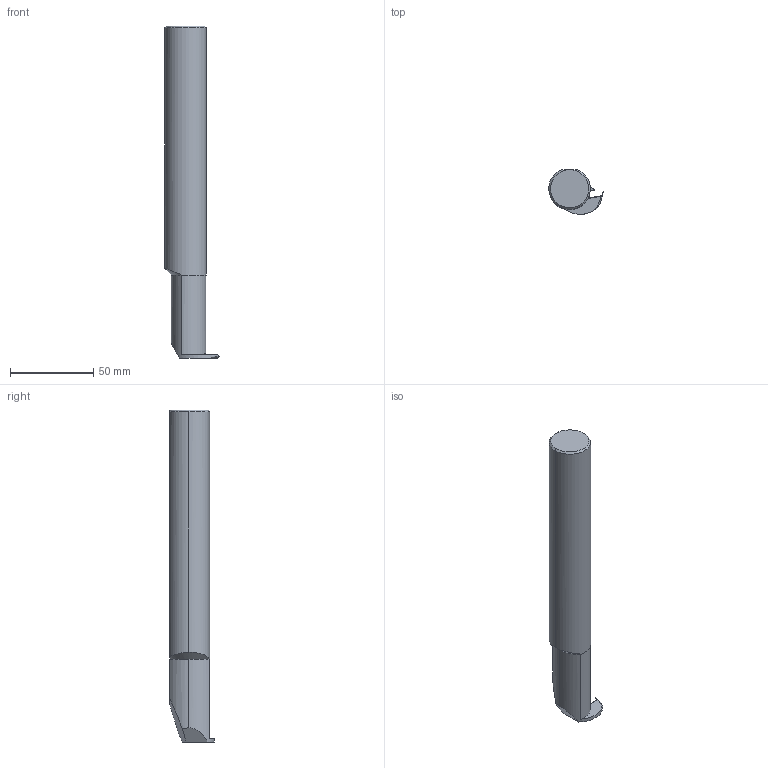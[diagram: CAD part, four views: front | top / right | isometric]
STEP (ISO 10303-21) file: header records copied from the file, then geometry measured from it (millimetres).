
FILE_DESCRIPTION (( 'STEP AP214' ), '1' );
FILE_NAME ('70893625.step', '2019-02-22T13:01:50', ( '' ), ( '' ), 'SwSTEP 2.0', 'SolidWorks 2016', '' );
FILE_SCHEMA (( 'AUTOMOTIVE_DESIGN' ));
Length unit declared in the file: millimetre
Products named in the file (1): 70893625
Bounding box: 32.76 x 26.64 x 200 mm (x, y, z)
Volume: 90637.1 mm3; surface area: 16198.7 mm2
Topology: 1 solids, 1 shells, 44 faces, 121 edges, 79 vertices
Faces by surface type: plane 28, cylinder 10, cone 6
Entity records: 1481 total; most frequent: CARTESIAN_POINT 379, ORIENTED_EDGE 242, DIRECTION 202, EDGE_CURVE 121, VERTEX_POINT 79, LINE 70, VECTOR 70, AXIS2_PLACEMENT_3D 66
